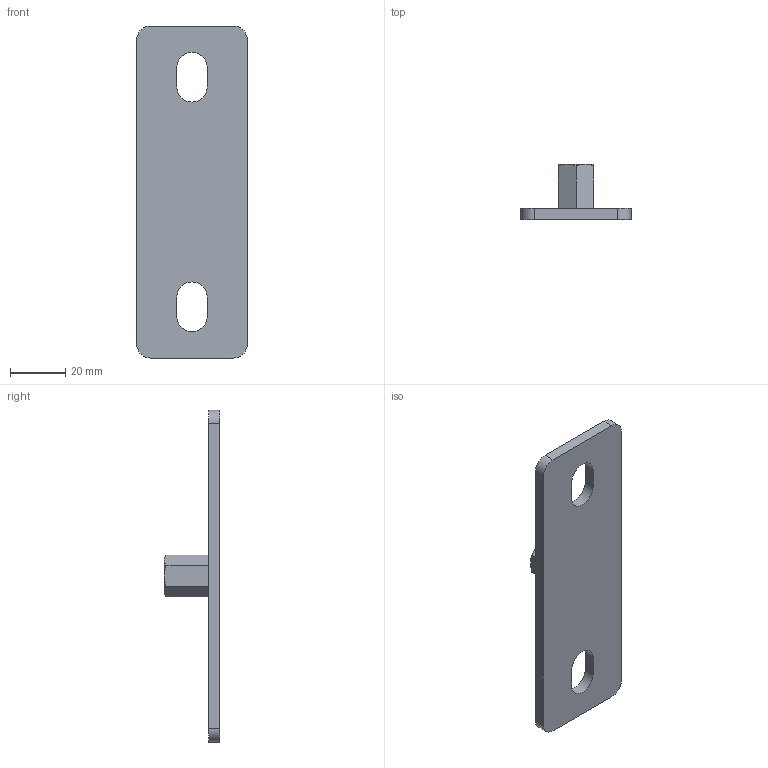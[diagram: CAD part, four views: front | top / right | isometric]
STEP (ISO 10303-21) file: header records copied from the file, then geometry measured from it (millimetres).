
FILE_DESCRIPTION(/* description */ (''),/* implementation_level */ '2;1');
FILE_NAME(/* name */ '3D_R173-NM-8_173354300.stp',/* time_stamp */ '2021-07-27T11:02:59+02:00',/* author */ ('cad'),/* organization */ (''),/* preprocessor_version */ 'ST-DEVELOPER v18.1',/* originating_system */ 'Autodesk Inventor 2022',/* authorisation */ '');
FILE_SCHEMA (('AUTOMOTIVE_DESIGN { 1 0 10303 214 3 1 1 }'));
Length unit declared in the file: millimetre
Products named in the file (1): 3D_R173-NM-8_173354300
Bounding box: 40 x 20 x 120 mm (x, y, z)
Volume: 19510.5 mm3; surface area: 11539.9 mm2
Topology: 1 solids, 1 shells, 34 faces, 84 edges, 54 vertices
Faces by surface type: plane 18, cylinder 9, cone 7
Full cylindrical faces by diameter (mm): 6.647 x1
Entity records: 1043 total; most frequent: CARTESIAN_POINT 197, ORIENTED_EDGE 168, DIRECTION 168, EDGE_CURVE 84, AXIS2_PLACEMENT_3D 61, VERTEX_POINT 54, LINE 46, VECTOR 46
